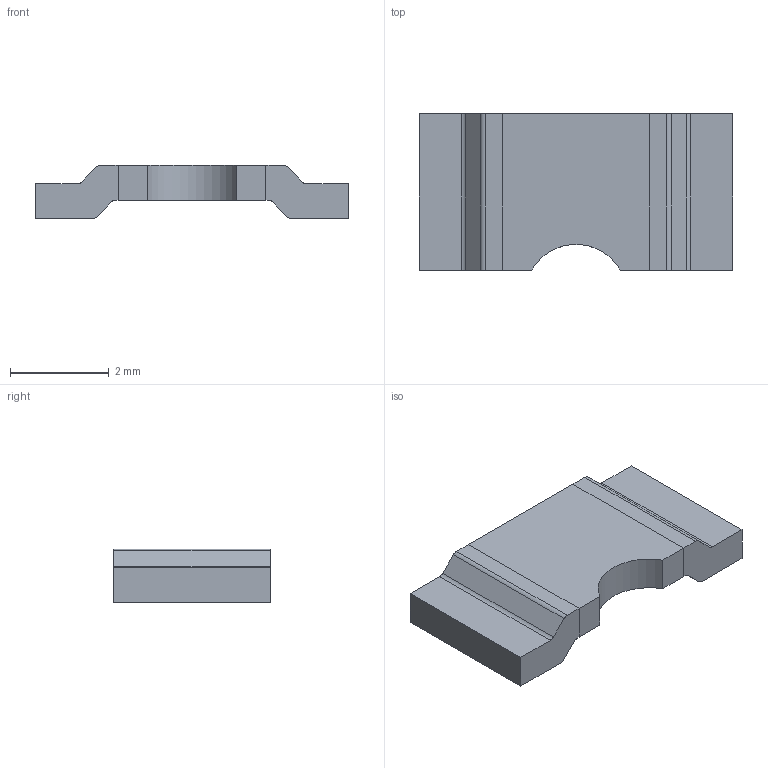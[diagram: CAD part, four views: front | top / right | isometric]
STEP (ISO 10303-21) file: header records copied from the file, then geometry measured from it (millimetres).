
FILE_DESCRIPTION(/* description */ ('STEP AP214'),/* implementation_level */ '2;1');
FILE_NAME(/* name */ 'WSLF2512 (0.002 ohm).step',/* time_stamp */ '2025-08-27T04:27:42+01:00',/* author */ (''),/* organization */ (''),/* preprocessor_version */ 'ST-DEVELOPER v20.1',/* originating_system */ 'Autodesk Translation Framework v14.10.0.0',/* authorisation */ '');
FILE_SCHEMA (('AUTOMOTIVE_DESIGN { 1 0 10303 214 3 1 1 }'));
Length unit declared in the file: millimetre
Products named in the file (1): WSLF2512 (0.002 ohm)
Bounding box: 6.35 x 3.17 x 1.09 mm (x, y, z)
Volume: 14.6 mm3; surface area: 64.1 mm2
Topology: 3 solids, 3 shells, 36 faces, 90 edges, 60 vertices
Faces by surface type: plane 27, cylinder 9
Entity records: 1117 total; most frequent: CARTESIAN_POINT 187, DIRECTION 182, ORIENTED_EDGE 180, EDGE_CURVE 90, LINE 72, VECTOR 72, VERTEX_POINT 60, AXIS2_PLACEMENT_3D 55
